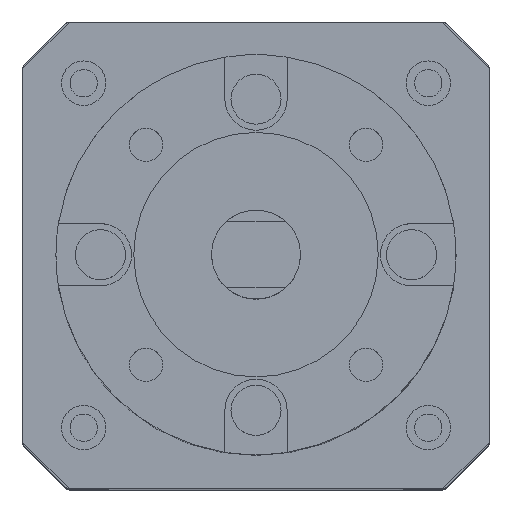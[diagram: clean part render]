
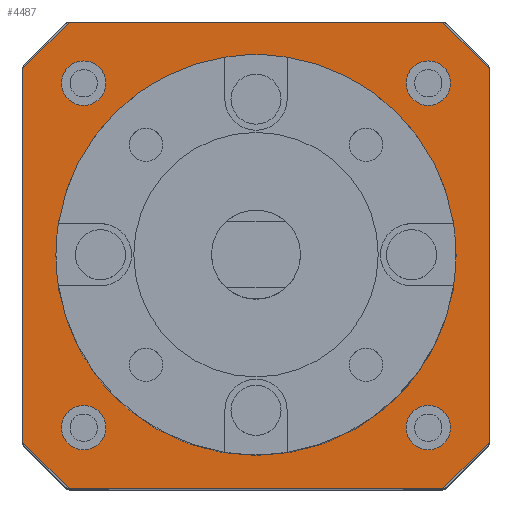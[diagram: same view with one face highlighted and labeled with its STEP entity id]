
A CAD part, top view. The second image highlights one B-rep face of the part: STEP entity #4487.
In plain terms, the highlighted planar face has unit normal (0, 0, 1).
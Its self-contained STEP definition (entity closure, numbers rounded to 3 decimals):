
#297=FACE_BOUND('',#817,.T.);
#298=FACE_BOUND('',#818,.T.);
#299=FACE_BOUND('',#819,.T.);
#300=FACE_BOUND('',#820,.T.);
#301=FACE_BOUND('',#821,.T.);
#354=PLANE('',#4812);
#554=FACE_OUTER_BOUND('',#816,.T.);
#816=EDGE_LOOP('',(#3271,#3272,#3273,#3274,#3275,#3276,#3277,#3278));
#817=EDGE_LOOP('',(#3279));
#818=EDGE_LOOP('',(#3280));
#819=EDGE_LOOP('',(#3281));
#820=EDGE_LOOP('',(#3282));
#821=EDGE_LOOP('',(#3283));
#1096=LINE('',#6650,#1486);
#1099=LINE('',#6656,#1489);
#1102=LINE('',#6662,#1492);
#1105=LINE('',#6668,#1495);
#1108=LINE('',#6674,#1498);
#1111=LINE('',#6680,#1501);
#1114=LINE('',#6686,#1504);
#1117=LINE('',#6690,#1507);
#1486=VECTOR('',#5386,10.);
#1489=VECTOR('',#5391,10.);
#1492=VECTOR('',#5396,10.);
#1495=VECTOR('',#5401,10.);
#1498=VECTOR('',#5406,10.);
#1501=VECTOR('',#5411,10.);
#1504=VECTOR('',#5416,10.);
#1507=VECTOR('',#5421,10.);
#1865=CIRCLE('',#4793,2.);
#1867=CIRCLE('',#4796,2.);
#1869=CIRCLE('',#4799,2.);
#1871=CIRCLE('',#4802,2.);
#1873=CIRCLE('',#4813,18.);
#2071=VERTEX_POINT('',#6620);
#2073=VERTEX_POINT('',#6626);
#2075=VERTEX_POINT('',#6632);
#2077=VERTEX_POINT('',#6638);
#2081=VERTEX_POINT('',#6647);
#2082=VERTEX_POINT('',#6649);
#2084=VERTEX_POINT('',#6655);
#2086=VERTEX_POINT('',#6661);
#2088=VERTEX_POINT('',#6667);
#2090=VERTEX_POINT('',#6673);
#2092=VERTEX_POINT('',#6679);
#2094=VERTEX_POINT('',#6685);
#2095=VERTEX_POINT('',#6692);
#2521=EDGE_CURVE('',#2071,#2071,#1865,.T.);
#2524=EDGE_CURVE('',#2073,#2073,#1867,.T.);
#2527=EDGE_CURVE('',#2075,#2075,#1869,.T.);
#2530=EDGE_CURVE('',#2077,#2077,#1871,.T.);
#2535=EDGE_CURVE('',#2082,#2081,#1096,.T.);
#2538=EDGE_CURVE('',#2084,#2082,#1099,.T.);
#2541=EDGE_CURVE('',#2086,#2084,#1102,.T.);
#2544=EDGE_CURVE('',#2088,#2086,#1105,.T.);
#2547=EDGE_CURVE('',#2090,#2088,#1108,.T.);
#2550=EDGE_CURVE('',#2092,#2090,#1111,.T.);
#2553=EDGE_CURVE('',#2094,#2092,#1114,.T.);
#2556=EDGE_CURVE('',#2081,#2094,#1117,.T.);
#2557=EDGE_CURVE('',#2095,#2095,#1873,.T.);
#3271=ORIENTED_EDGE('',*,*,#2556,.T.);
#3272=ORIENTED_EDGE('',*,*,#2553,.T.);
#3273=ORIENTED_EDGE('',*,*,#2550,.T.);
#3274=ORIENTED_EDGE('',*,*,#2547,.T.);
#3275=ORIENTED_EDGE('',*,*,#2544,.T.);
#3276=ORIENTED_EDGE('',*,*,#2541,.T.);
#3277=ORIENTED_EDGE('',*,*,#2538,.T.);
#3278=ORIENTED_EDGE('',*,*,#2535,.T.);
#3279=ORIENTED_EDGE('',*,*,#2530,.T.);
#3280=ORIENTED_EDGE('',*,*,#2527,.T.);
#3281=ORIENTED_EDGE('',*,*,#2524,.T.);
#3282=ORIENTED_EDGE('',*,*,#2557,.F.);
#3283=ORIENTED_EDGE('',*,*,#2521,.T.);
#4487=ADVANCED_FACE('',(#554,#297,#298,#299,#300,#301),#354,.T.);
#4793=AXIS2_PLACEMENT_3D('',#6621,#5356,#5357);
#4796=AXIS2_PLACEMENT_3D('',#6627,#5363,#5364);
#4799=AXIS2_PLACEMENT_3D('',#6633,#5370,#5371);
#4802=AXIS2_PLACEMENT_3D('',#6639,#5377,#5378);
#4812=AXIS2_PLACEMENT_3D('',#6691,#5422,#5423);
#4813=AXIS2_PLACEMENT_3D('',#6693,#5424,#5425);
#5356=DIRECTION('center_axis',(0.,0.,-1.));
#5357=DIRECTION('ref_axis',(1.,0.,0.));
#5363=DIRECTION('center_axis',(0.,0.,-1.));
#5364=DIRECTION('ref_axis',(1.,0.,0.));
#5370=DIRECTION('center_axis',(0.,0.,-1.));
#5371=DIRECTION('ref_axis',(1.,0.,0.));
#5377=DIRECTION('center_axis',(0.,0.,-1.));
#5378=DIRECTION('ref_axis',(1.,0.,0.));
#5386=DIRECTION('',(0.707,0.707,0.));
#5391=DIRECTION('',(1.,0.,0.));
#5396=DIRECTION('',(0.707,-0.707,0.));
#5401=DIRECTION('',(0.,-1.,0.));
#5406=DIRECTION('',(-0.707,-0.707,0.));
#5411=DIRECTION('',(-1.,0.,0.));
#5416=DIRECTION('',(-0.707,0.707,0.));
#5421=DIRECTION('',(0.,1.,0.));
#5422=DIRECTION('center_axis',(0.,0.,1.));
#5423=DIRECTION('ref_axis',(1.,0.,0.));
#5424=DIRECTION('center_axis',(0.,0.,1.));
#5425=DIRECTION('ref_axis',(1.,0.,0.));
#6620=CARTESIAN_POINT('',(13.5,15.5,3.));
#6621=CARTESIAN_POINT('Origin',(15.5,15.5,3.));
#6626=CARTESIAN_POINT('',(-17.5,15.5,3.));
#6627=CARTESIAN_POINT('Origin',(-15.5,15.5,3.));
#6632=CARTESIAN_POINT('',(-17.5,-15.5,3.));
#6633=CARTESIAN_POINT('Origin',(-15.5,-15.5,3.));
#6638=CARTESIAN_POINT('',(13.5,-15.5,3.));
#6639=CARTESIAN_POINT('Origin',(15.5,-15.5,3.));
#6647=CARTESIAN_POINT('',(21.,-16.8,3.));
#6649=CARTESIAN_POINT('',(16.8,-21.,3.));
#6650=CARTESIAN_POINT('',(21.,-16.8,3.));
#6655=CARTESIAN_POINT('',(-16.8,-21.,3.));
#6656=CARTESIAN_POINT('',(-16.8,-21.,3.));
#6661=CARTESIAN_POINT('',(-21.,-16.8,3.));
#6662=CARTESIAN_POINT('',(-16.8,-21.,3.));
#6667=CARTESIAN_POINT('',(-21.,16.8,3.));
#6668=CARTESIAN_POINT('',(-21.,16.8,3.));
#6673=CARTESIAN_POINT('',(-16.8,21.,3.));
#6674=CARTESIAN_POINT('',(-21.,16.8,3.));
#6679=CARTESIAN_POINT('',(16.8,21.,3.));
#6680=CARTESIAN_POINT('',(16.8,21.,3.));
#6685=CARTESIAN_POINT('',(21.,16.8,3.));
#6686=CARTESIAN_POINT('',(21.,16.8,3.));
#6690=CARTESIAN_POINT('',(21.,-16.8,3.));
#6691=CARTESIAN_POINT('Origin',(0.,0.,3.));
#6692=CARTESIAN_POINT('',(-18.,0.,3.));
#6693=CARTESIAN_POINT('Origin',(0.,0.,3.));
